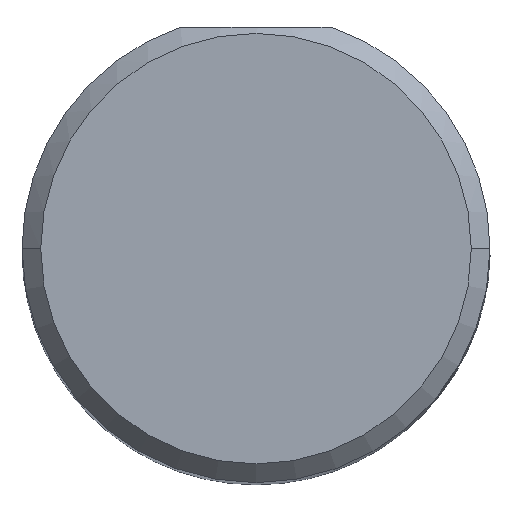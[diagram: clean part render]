
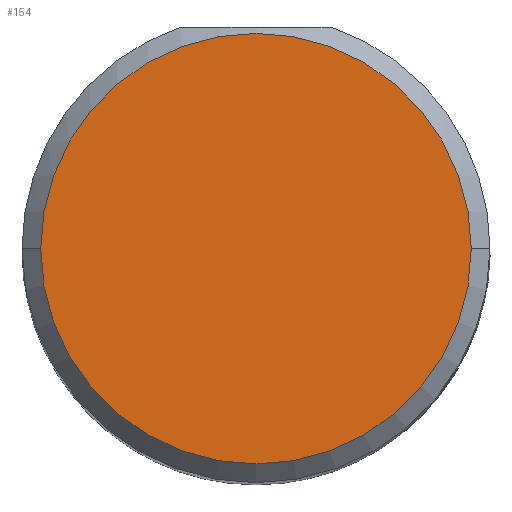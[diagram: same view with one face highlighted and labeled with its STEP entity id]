
A CAD part, top view. The second image highlights one B-rep face of the part: STEP entity #154.
In plain terms, the highlighted planar face has unit normal (0, 0, 1).
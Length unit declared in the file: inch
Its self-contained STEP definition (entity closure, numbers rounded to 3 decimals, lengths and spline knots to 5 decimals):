
#86 = VERTEX_POINT ( 'NONE', #270 ) ;
#90 = DIRECTION ( 'NONE',  ( 0., 0., 1. ) ) ;
#91 = ORIENTED_EDGE ( 'NONE', *, *, #347, .T. ) ;
#92 = CARTESIAN_POINT ( 'NONE',  ( 0., 0., 4. ) ) ;
#95 = CARTESIAN_POINT ( 'NONE',  ( 0., 0., 4. ) ) ;
#99 = CIRCLE ( 'NONE', #158, 0.1725 ) ;
#142 = CIRCLE ( 'NONE', #151, 0.1725 ) ;
#151 = AXIS2_PLACEMENT_3D ( 'NONE', #95, #346, #307 ) ;
#154 = ADVANCED_FACE ( 'NONE', ( #492 ), #293, .T. ) ;
#158 = AXIS2_PLACEMENT_3D ( 'NONE', #259, #174, #222 ) ;
#160 = ORIENTED_EDGE ( 'NONE', *, *, #494, .T. ) ;
#174 = DIRECTION ( 'NONE',  ( 0., 0., 1. ) ) ;
#185 = EDGE_LOOP ( 'NONE', ( #160, #91 ) ) ;
#222 = DIRECTION ( 'NONE',  ( 1., 0., 0. ) ) ;
#250 = DIRECTION ( 'NONE',  ( 1., 0., 0. ) ) ;
#259 = CARTESIAN_POINT ( 'NONE',  ( 0., 0., 4. ) ) ;
#270 = CARTESIAN_POINT ( 'NONE',  ( 0.1725, 0., 4. ) ) ;
#293 = PLANE ( 'NONE',  #338 ) ;
#307 = DIRECTION ( 'NONE',  ( 1., 0., 0. ) ) ;
#326 = CARTESIAN_POINT ( 'NONE',  ( -0.1725, 0., 4. ) ) ;
#338 = AXIS2_PLACEMENT_3D ( 'NONE', #92, #90, #250 ) ;
#346 = DIRECTION ( 'NONE',  ( 0., 0., 1. ) ) ;
#347 = EDGE_CURVE ( 'NONE', #86, #371, #142, .T. ) ;
#371 = VERTEX_POINT ( 'NONE', #326 ) ;
#492 = FACE_OUTER_BOUND ( 'NONE', #185, .T. ) ;
#494 = EDGE_CURVE ( 'NONE', #371, #86, #99, .T. ) ;
